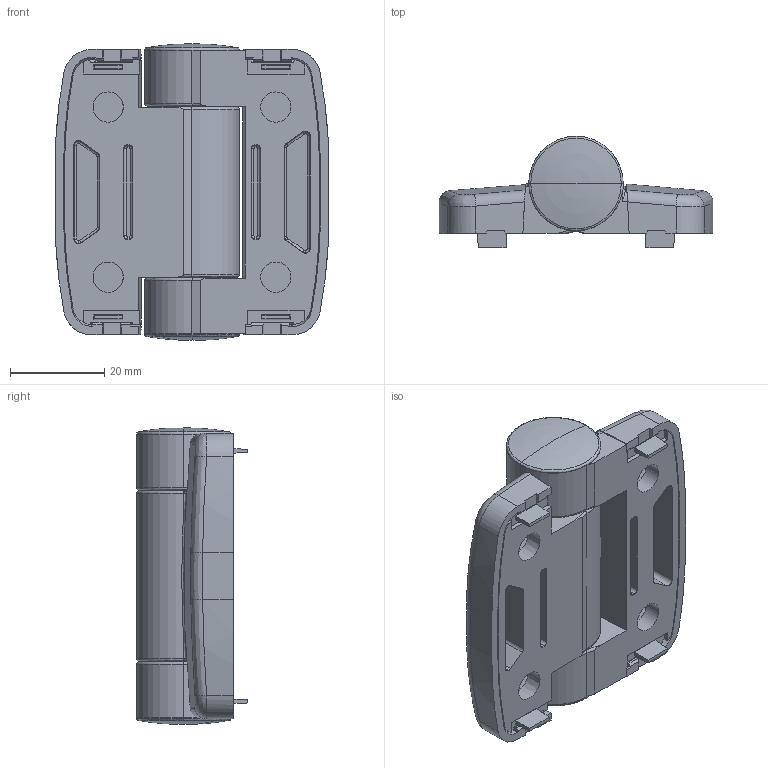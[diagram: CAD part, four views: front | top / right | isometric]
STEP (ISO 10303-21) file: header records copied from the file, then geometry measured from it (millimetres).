
FILE_DESCRIPTION (( 'STEP AP203' ), '1' );
FILE_NAME ('402601180_c_1.STEP', '2023-03-10T05:58:22', ( '' ), ( '' ), 'SwSTEP 2.0', 'SolidWorks 2014', '' );
FILE_SCHEMA (( 'CONFIG_CONTROL_DESIGN' ));
Length unit declared in the file: millimetre
Products named in the file (1): 402601180_c_1
Bounding box: 58 x 23.5 x 62.76 mm (x, y, z)
Volume: 33738.2 mm3; surface area: 30713.9 mm2
Topology: 9 solids, 9 shells, 693 faces, 1751 edges, 1077 vertices
Faces by surface type: plane 254, cylinder 183, bspline 142, cone 68, torus 46
Entity records: 24405 total; most frequent: CARTESIAN_POINT 8529, ORIENTED_EDGE 3458, DIRECTION 3145, EDGE_CURVE 1729, AXIS2_PLACEMENT_3D 1145, VERTEX_POINT 1077, LINE 855, VECTOR 855
